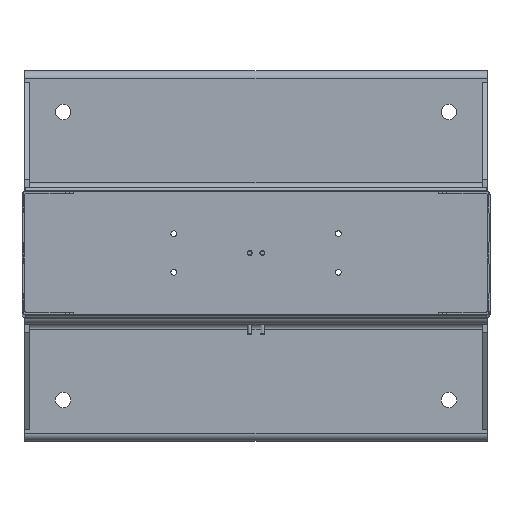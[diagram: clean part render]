
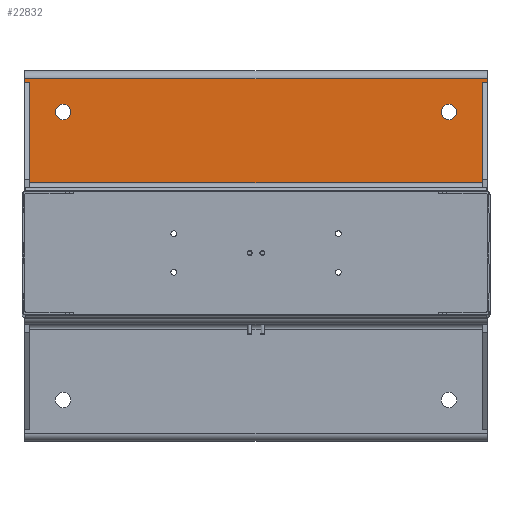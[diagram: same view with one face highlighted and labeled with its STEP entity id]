
A CAD part, top view. The second image highlights one B-rep face of the part: STEP entity #22832.
In plain terms, the highlighted planar face has unit normal (0, 0, 1).
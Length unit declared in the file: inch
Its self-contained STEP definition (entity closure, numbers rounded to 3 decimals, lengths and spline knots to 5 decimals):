
#647 = VERTEX_POINT ( 'NONE', #21427 ) ;
#951 = DIRECTION ( 'NONE',  ( 0., -1., 0. ) ) ;
#1044 = ORIENTED_EDGE ( 'NONE', *, *, #12397, .T. ) ;
#1312 = ORIENTED_EDGE ( 'NONE', *, *, #18873, .F. ) ;
#1438 = LINE ( 'NONE', #10938, #14155 ) ;
#2030 = EDGE_LOOP ( 'NONE', ( #1044 ) ) ;
#2352 = EDGE_LOOP ( 'NONE', ( #5743, #20002, #1312, #27012 ) ) ;
#3438 = FACE_OUTER_BOUND ( 'NONE', #2352, .T. ) ;
#3563 = CIRCLE ( 'NONE', #17973, 0.375 ) ;
#3773 = CARTESIAN_POINT ( 'NONE',  ( -4.91504, -49.05981, -3.1875 ) ) ;
#4143 = CIRCLE ( 'NONE', #16049, 0.375 ) ;
#5743 = ORIENTED_EDGE ( 'NONE', *, *, #21540, .F. ) ;
#5913 = EDGE_CURVE ( 'NONE', #10774, #647, #1438, .T. ) ;
#6031 = LINE ( 'NONE', #14931, #30015 ) ;
#7918 = DIRECTION ( 'NONE',  ( -1., 0., 0. ) ) ;
#8102 = VECTOR ( 'NONE', #25091, 39.37008 ) ;
#8580 = CARTESIAN_POINT ( 'NONE',  ( 17.58496, -49.05981, -3.1875 ) ) ;
#9216 = VERTEX_POINT ( 'NONE', #8580 ) ;
#10259 = DIRECTION ( 'NONE',  ( 0., 1., 0. ) ) ;
#10399 = VERTEX_POINT ( 'NONE', #19884 ) ;
#10774 = VERTEX_POINT ( 'NONE', #3773 ) ;
#10938 = CARTESIAN_POINT ( 'NONE',  ( -4.91504, -49.69581, -3.1875 ) ) ;
#12397 = EDGE_CURVE ( 'NONE', #27256, #27256, #3563, .T. ) ;
#12591 = VECTOR ( 'NONE', #10259, 39.37008 ) ;
#12898 = CARTESIAN_POINT ( 'NONE',  ( 17.58496, -49.69581, -3.1875 ) ) ;
#12936 = PLANE ( 'NONE',  #28579 ) ;
#14155 = VECTOR ( 'NONE', #20422, 39.37008 ) ;
#14929 = DIRECTION ( 'NONE',  ( 0., 0., -1. ) ) ;
#14931 = CARTESIAN_POINT ( 'NONE',  ( -4.91504, -49.05981, -3.1875 ) ) ;
#15407 = CARTESIAN_POINT ( 'NONE',  ( 15.70996, -45.24731, -3.1875 ) ) ;
#15453 = EDGE_LOOP ( 'NONE', ( #26039 ) ) ;
#15750 = LINE ( 'NONE', #27583, #8102 ) ;
#16049 = AXIS2_PLACEMENT_3D ( 'NONE', #18229, #30212, #18380 ) ;
#17255 = EDGE_CURVE ( 'NONE', #9216, #28421, #24432, .T. ) ;
#17973 = AXIS2_PLACEMENT_3D ( 'NONE', #26916, #14929, #24741 ) ;
#18229 = CARTESIAN_POINT ( 'NONE',  ( -3.04004, -45.62231, -3.1875 ) ) ;
#18380 = DIRECTION ( 'NONE',  ( 0., 1., 0. ) ) ;
#18537 = EDGE_CURVE ( 'NONE', #10399, #10399, #4143, .T. ) ;
#18873 = EDGE_CURVE ( 'NONE', #9216, #10774, #6031, .T. ) ;
#19884 = CARTESIAN_POINT ( 'NONE',  ( -3.04004, -45.24731, -3.1875 ) ) ;
#20002 = ORIENTED_EDGE ( 'NONE', *, *, #5913, .F. ) ;
#20399 = FACE_BOUND ( 'NONE', #2030, .T. ) ;
#20422 = DIRECTION ( 'NONE',  ( 0., 1., 0. ) ) ;
#20913 = CARTESIAN_POINT ( 'NONE',  ( 17.58496, -44.00136, -3.1875 ) ) ;
#21427 = CARTESIAN_POINT ( 'NONE',  ( -4.91504, -44.00136, -3.1875 ) ) ;
#21540 = EDGE_CURVE ( 'NONE', #647, #28421, #15750, .T. ) ;
#22284 = DIRECTION ( 'NONE',  ( 0., 0., -1. ) ) ;
#22743 = CARTESIAN_POINT ( 'NONE',  ( -4.91504, -49.05981, -3.1875 ) ) ;
#22832 = ADVANCED_FACE ( 'NONE', ( #3438, #27274, #20399 ), #12936, .F. ) ;
#24432 = LINE ( 'NONE', #12898, #12591 ) ;
#24741 = DIRECTION ( 'NONE',  ( 0., 1., 0. ) ) ;
#25091 = DIRECTION ( 'NONE',  ( 1., 0., 0. ) ) ;
#26039 = ORIENTED_EDGE ( 'NONE', *, *, #18537, .T. ) ;
#26916 = CARTESIAN_POINT ( 'NONE',  ( 15.70996, -45.62231, -3.1875 ) ) ;
#27012 = ORIENTED_EDGE ( 'NONE', *, *, #17255, .T. ) ;
#27256 = VERTEX_POINT ( 'NONE', #15407 ) ;
#27274 = FACE_BOUND ( 'NONE', #15453, .T. ) ;
#27583 = CARTESIAN_POINT ( 'NONE',  ( -4.91504, -44.00136, -3.1875 ) ) ;
#28421 = VERTEX_POINT ( 'NONE', #20913 ) ;
#28579 = AXIS2_PLACEMENT_3D ( 'NONE', #22743, #22284, #951 ) ;
#30015 = VECTOR ( 'NONE', #7918, 39.37008 ) ;
#30212 = DIRECTION ( 'NONE',  ( 0., 0., -1. ) ) ;
